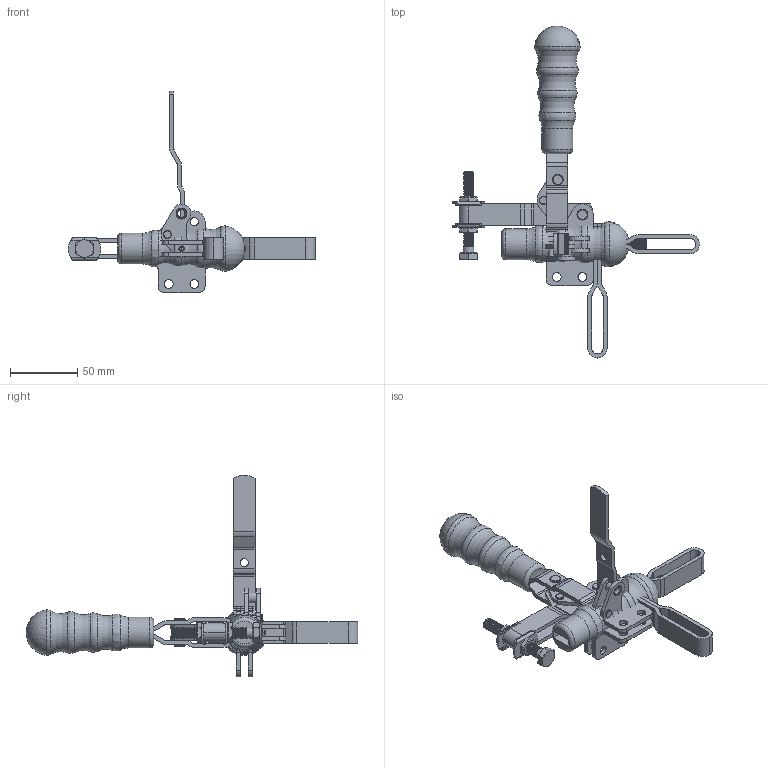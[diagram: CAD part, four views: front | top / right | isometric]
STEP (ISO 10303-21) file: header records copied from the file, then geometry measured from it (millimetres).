
FILE_DESCRIPTION( ( 'Unknown' ), '1' );
FILE_NAME( '230-UR_UPINKA.stp', 'Unknown', ( 'Unknown' ), ( 'Unknown' ), 'PSStep 14.0', 'Unknown', ' ' );
FILE_SCHEMA( ( 'AUTOMOTIVE_DESIGN { 1 0 10303 214 1 1 1 1 }' ) );
Length unit declared in the file: millimetre
Products named in the file (25): 230002-M_UPINACI PAKA; 230008-M_TELO; 230004-M_TAHLO; Assem1; 230004_TAHLO; 230004_TAHLO-oa1; 230004-NN _NYT; 820008_POUZDRO 6x12-oa2; 820008_POUZDRO 6x12; 230008-TELO; 230002_UPINACI PAKA; 820001_POUZDRO 6x6; 820001_POUZDRO 6x6-oa0; 230003_OVLADACI PAKA; 230003_OVLADACI PAKA-oa3; 720814_NYT 6x14; 720820_NYT 6x20; 720820_NYT 6x20-oa4; 800064_SROUB M8x60-CSN ISO 4017; 930004_PODLOZKA M8; 930004_PODLOZKA M8-oa5; 800005_MATICE M8_DIN4398; 800005_MATICE M8_DIN4398-oa6; 800081_KOLIK 5x20_CSN ISO 2338_; 940003_RUKOJET 16x6
Bounding box: 183.66 x 246.78 x 149.84 mm (x, y, z)
Volume: 197829.6 mm3; surface area: 123226.3 mm2
Topology: 51 solids, 51 shells, 1220 faces, 2919 edges, 1820 vertices
Faces by surface type: cylinder 439, plane 369, cone 292, torus 116, sphere 2, bspline 2
Full cylindrical faces by diameter (mm): 3 x3, 4 x9, 5 x6, 6 x29, 6.02 x12, 6.5 x12, 6.647 x12, 8 x102, 8.02 x12, 8.1 x24, 8.3 x4, 11.63 x2, 22.877 x2
Entity records: 18307 total; most frequent: CARTESIAN_POINT 2525, DIRECTION 2500, ORIENTED_EDGE 1852, AXIS2_PLACEMENT_3D 1076, EDGE_CURVE 926, EDGE_LOOP 900, VERTEX_POINT 733, FACE_OUTER_BOUND 694
